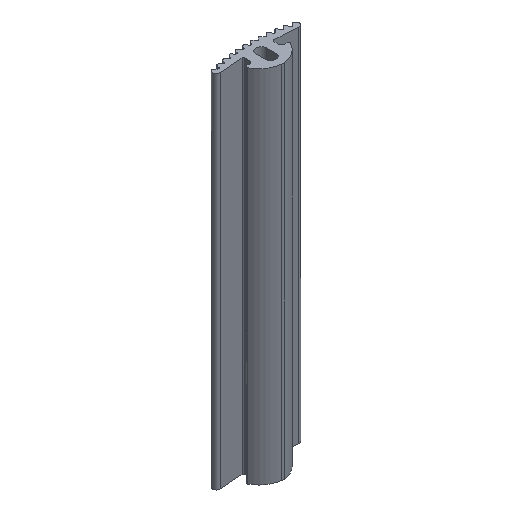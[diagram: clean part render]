
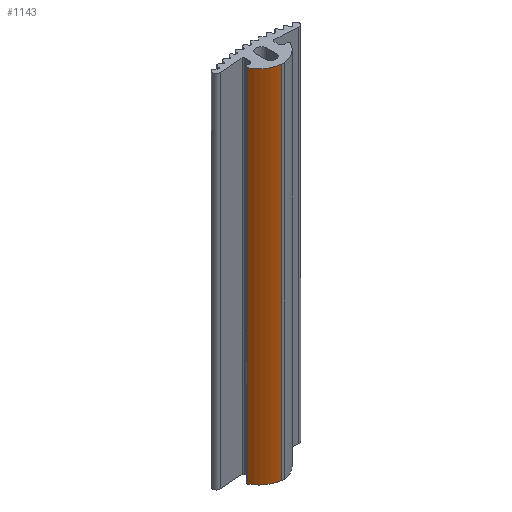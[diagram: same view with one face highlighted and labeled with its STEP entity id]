
A CAD part, isometric view. The second image highlights one B-rep face of the part: STEP entity #1143.
In plain terms, the highlighted cylindrical face has radius 7.5 mm (diameter 15 mm), a partial arc.
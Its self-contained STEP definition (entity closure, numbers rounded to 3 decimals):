
#341=CARTESIAN_POINT('',(-0.328,-4.986,-550.));
#342=VERTEX_POINT('',#341);
#350=CARTESIAN_POINT('',(-5.952,-1.097,-550.));
#351=VERTEX_POINT('',#350);
#352=CARTESIAN_POINT('',(0.656,2.449,-550.0));
#353=DIRECTION('',(0.0,0.0,1.0));
#354=DIRECTION('',(0.881,0.473,0.0));
#355=AXIS2_PLACEMENT_3D('',#352,#353,#354);
#356=CIRCLE('',#355,7.5);
#357=EDGE_CURVE('',#351,#342,#356,.T.);
#1099=CARTESIAN_POINT('',(-0.328,-4.986,-450.));
#1100=VERTEX_POINT('',#1099);
#1108=CARTESIAN_POINT('',(-0.328,-4.986,-450.));
#1109=DIRECTION('',(0.0,0.0,-1.0));
#1110=VECTOR('',#1109,100.);
#1111=LINE('',#1108,#1110);
#1112=EDGE_CURVE('',#1100,#342,#1111,.T.);
#1119=CARTESIAN_POINT('',(0.656,2.449,-500.0));
#1120=DIRECTION('',(0.0,0.0,1.0));
#1121=DIRECTION('',(0.881,0.473,0.0));
#1122=AXIS2_PLACEMENT_3D('',#1119,#1120,#1121);
#1123=CYLINDRICAL_SURFACE('',#1122,7.5);
#1124=CARTESIAN_POINT('',(-5.952,-1.097,-450.));
#1125=VERTEX_POINT('',#1124);
#1126=CARTESIAN_POINT('',(0.656,2.449,-450.0));
#1127=DIRECTION('',(0.0,0.0,-1.0));
#1128=DIRECTION('',(0.881,0.473,0.0));
#1129=AXIS2_PLACEMENT_3D('',#1126,#1127,#1128);
#1130=CIRCLE('',#1129,7.5);
#1131=EDGE_CURVE('',#1100,#1125,#1130,.T.);
#1132=ORIENTED_EDGE('',*,*,#1131,.T.);
#1133=CARTESIAN_POINT('',(-5.952,-1.097,-450.));
#1134=DIRECTION('',(0.0,0.0,-1.0));
#1135=VECTOR('',#1134,100.);
#1136=LINE('',#1133,#1135);
#1137=EDGE_CURVE('',#1125,#351,#1136,.T.);
#1138=ORIENTED_EDGE('',*,*,#1137,.T.);
#1139=ORIENTED_EDGE('',*,*,#357,.T.);
#1140=ORIENTED_EDGE('',*,*,#1112,.F.);
#1141=EDGE_LOOP('',(#1132,#1138,#1139,#1140));
#1142=FACE_OUTER_BOUND('',#1141,.T.);
#1143=ADVANCED_FACE('',(#1142),#1123,.T.);
